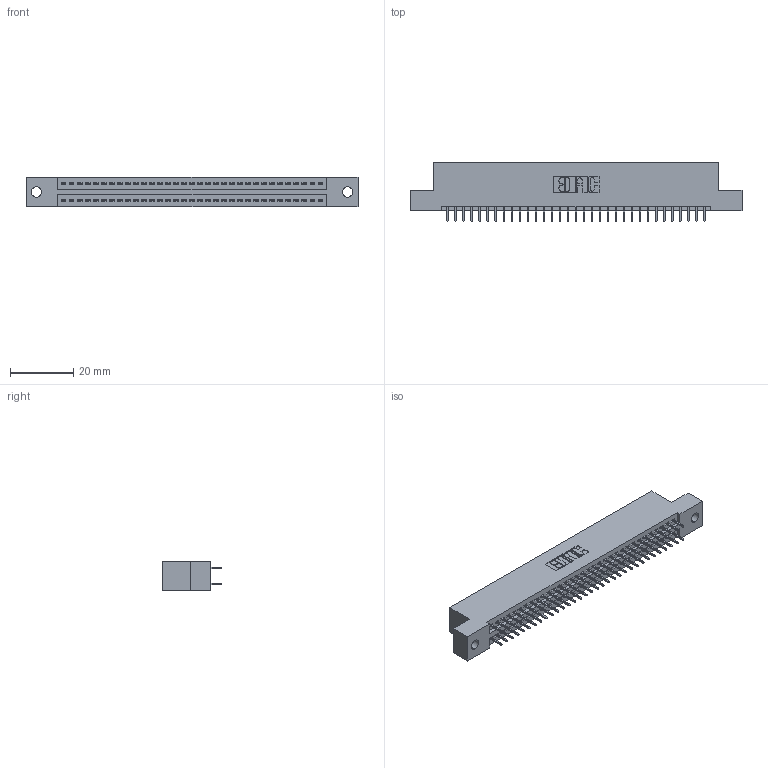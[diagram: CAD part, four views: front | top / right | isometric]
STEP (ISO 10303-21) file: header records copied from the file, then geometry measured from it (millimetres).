
FILE_DESCRIPTION (( 'STEP AP203' ), '1' );
FILE_NAME ('845-066-525-202.STEP', '2020-09-23T18:57:44', ( '' ), ( '' ), 'SwSTEP 2.0', 'SolidWorks 2020', '' );
FILE_SCHEMA (( 'CONFIG_CONTROL_DESIGN' ));
Length unit declared in the file: inch
Products named in the file (3): 345-292-001_345-293-125; 845 Part_Flush Mounting Lugs - 0.128 Dia; 845-066-525-202
Assembly tree (67 placements, depth 2):
  845-066-525-202
    845 Part_Flush Mounting Lugs - 0.128 Dia
    345-292-001_345-293-125  x66
Bounding box: 105.03 x 18.72 x 9.4 mm (x, y, z)
Volume: 9973.8 mm3; surface area: 13968.5 mm2
Topology: 67 solids, 67 shells, 3690 faces, 10439 edges, 6694 vertices
Faces by surface type: plane 2654, cylinder 1036
Entity records: 27181 total; most frequent: CARTESIAN_POINT 4564, ORIENTED_EDGE 4498, DIRECTION 4037, EDGE_CURVE 2249, LINE 1989, VECTOR 1989, VERTEX_POINT 1494, AXIS2_PLACEMENT_3D 1024
